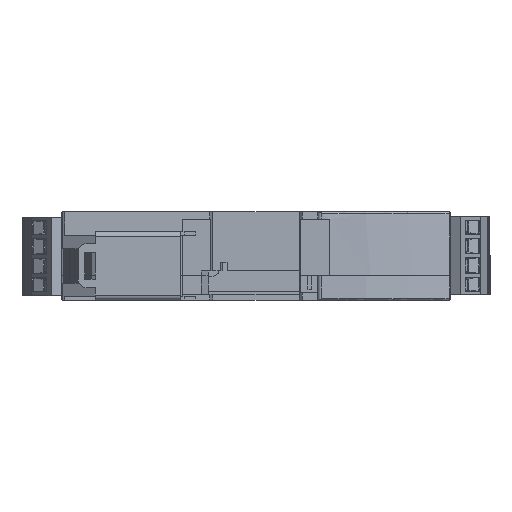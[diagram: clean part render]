
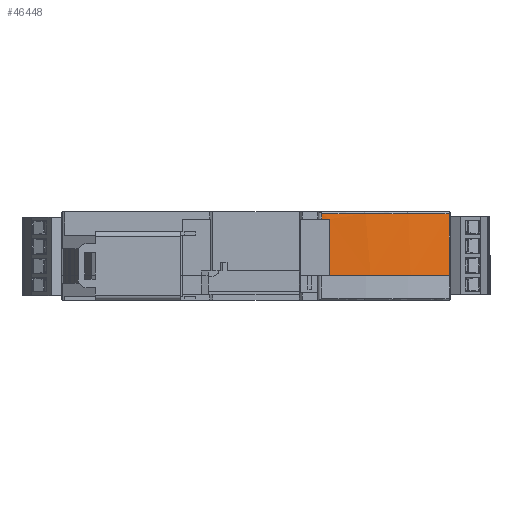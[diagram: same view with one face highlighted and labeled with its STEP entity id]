
A CAD part, front view. The second image highlights one B-rep face of the part: STEP entity #46448.
In plain terms, the highlighted cylindrical face has radius 80 mm (diameter 160 mm), a partial arc.
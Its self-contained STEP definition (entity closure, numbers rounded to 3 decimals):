
#681=CIRCLE('',#57231,80.);
#700=CIRCLE('',#57401,80.);
#701=CIRCLE('',#57402,80.);
#1334=CYLINDRICAL_SURFACE('',#57400,80.);
#7173=ORIENTED_EDGE('',*,*,#17701,.T.);
#7174=ORIENTED_EDGE('',*,*,#18098,.T.);
#7175=ORIENTED_EDGE('',*,*,#18099,.F.);
#7176=ORIENTED_EDGE('',*,*,#18094,.T.);
#7177=ORIENTED_EDGE('',*,*,#18100,.F.);
#7178=ORIENTED_EDGE('',*,*,#17708,.F.);
#17701=EDGE_CURVE('',#23623,#23624,#681,.T.);
#17708=EDGE_CURVE('',#23623,#23630,#28551,.T.);
#18094=EDGE_CURVE('',#23898,#23899,#28915,.T.);
#18098=EDGE_CURVE('',#23624,#23902,#28919,.T.);
#18099=EDGE_CURVE('',#23898,#23902,#700,.T.);
#18100=EDGE_CURVE('',#23630,#23899,#701,.T.);
#23623=VERTEX_POINT('',#78437);
#23624=VERTEX_POINT('',#78438);
#23630=VERTEX_POINT('',#78542);
#23898=VERTEX_POINT('',#79339);
#23899=VERTEX_POINT('',#79340);
#23902=VERTEX_POINT('',#79348);
#28551=LINE('',#78541,#34270);
#28915=LINE('',#79338,#34634);
#28919=LINE('',#79347,#34638);
#34270=VECTOR('',#64312,1000.);
#34634=VECTOR('',#65006,1000.);
#34638=VECTOR('',#65012,1000.);
#38841=EDGE_LOOP('',(#7173,#7174,#7175,#7176,#7177,#7178));
#41631=FACE_BOUND('',#38841,.T.);
#46448=ADVANCED_FACE('',(#41631),#1334,.T.);
#57231=AXIS2_PLACEMENT_3D('',#78436,#64303,#64304);
#57400=AXIS2_PLACEMENT_3D('',#79346,#65010,#65011);
#57401=AXIS2_PLACEMENT_3D('',#79349,#65013,#65014);
#57402=AXIS2_PLACEMENT_3D('',#79350,#65015,#65016);
#64303=DIRECTION('',(0.,0.,-1.));
#64304=DIRECTION('',(-1.,0.,0.));
#64312=DIRECTION('',(0.,0.,-1.));
#65006=DIRECTION('',(0.,0.,-1.));
#65010=DIRECTION('',(0.,0.,-1.));
#65011=DIRECTION('',(-1.,0.,0.));
#65012=DIRECTION('',(0.,0.,-1.));
#65013=DIRECTION('',(0.,0.,-1.));
#65014=DIRECTION('',(-1.,0.,0.));
#65015=DIRECTION('',(0.,0.,-1.));
#65016=DIRECTION('',(-1.,0.,0.));
#78436=CARTESIAN_POINT('',(13.5,83.25,13.3));
#78437=CARTESIAN_POINT('',(49.223,11.669,13.3));
#78438=CARTESIAN_POINT('',(16.741,3.316,13.3));
#78541=CARTESIAN_POINT('',(49.223,11.669,3.3));
#78542=CARTESIAN_POINT('',(49.223,11.669,-2.5));
#79338=CARTESIAN_POINT('',(18.7,3.419,3.3));
#79339=CARTESIAN_POINT('',(18.7,3.419,11.9));
#79340=CARTESIAN_POINT('',(18.7,3.419,-2.5));
#79346=CARTESIAN_POINT('',(13.5,83.25,3.3));
#79347=CARTESIAN_POINT('',(16.741,3.316,13.8));
#79348=CARTESIAN_POINT('',(16.741,3.316,11.9));
#79349=CARTESIAN_POINT('',(13.5,83.25,11.9));
#79350=CARTESIAN_POINT('',(13.5,83.25,-2.5));
